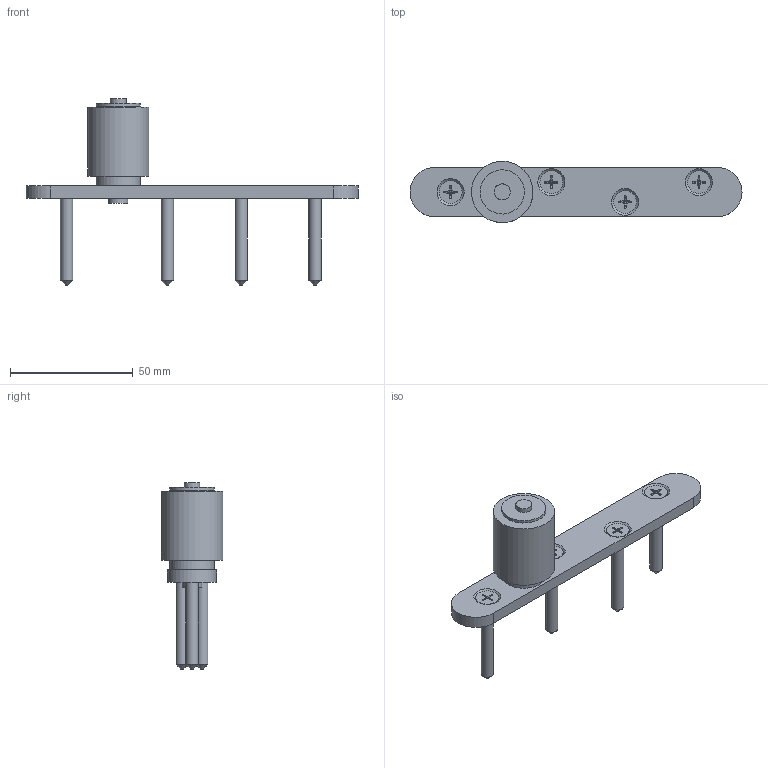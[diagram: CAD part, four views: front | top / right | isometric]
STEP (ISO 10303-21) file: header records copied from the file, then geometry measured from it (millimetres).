
FILE_DESCRIPTION(/* description */ ('Guide bas sur platine à visser pour U 30 x 30'),/* implementation_level */ '2;1');
FILE_NAME(/* name */ '1101FXA2.stp',/* time_stamp */ '2019-08-05T11:05:00+02:00',/* author */ ('DOMINIQUE'),/* organization */ (''),/* preprocessor_version */ 'ST-DEVELOPER v17.2',/* originating_system */ 'Autodesk Inventor 2019',/* authorisation */ '');
FILE_SCHEMA (('AUTOMOTIVE_DESIGN { 1 0 10303 214 3 1 1 }'));
Length unit declared in the file: millimetre
Products named in the file (6): 1101FXA2; 24242; 09141; 20320; 24241; 06117
Assembly tree (8 placements, depth 2):
  1101FXA2
    24242
    09141
    20320
    24241
    06117  x4
Bounding box: 135 x 24.91 x 75.93 mm (x, y, z)
Volume: 30641 mm3; surface area: 16722.2 mm2
Topology: 8 solids, 8 shells, 153 faces, 425 edges, 291 vertices
Faces by surface type: cone 53, plane 53, cylinder 27, torus 20
Full cylindrical faces by diameter (mm): 4.509 x4, 5 x4, 5.5 x4, 6.45 x1, 6.55 x1, 7.9 x1, 8 x1, 9.3 x4, 14 x1, 14.2 x1, 18 x2, 25 x1
Entity records: 2357 total; most frequent: CARTESIAN_POINT 494, DIRECTION 375, ORIENTED_EDGE 326, EDGE_CURVE 163, AXIS2_PLACEMENT_3D 163, VERTEX_POINT 114, CIRCLE 86, EDGE_LOOP 81
